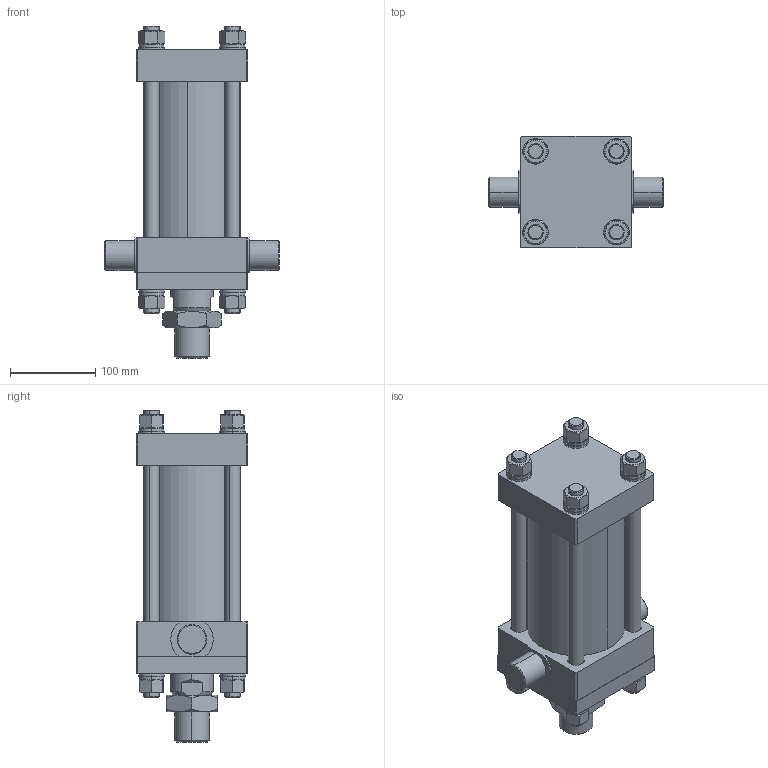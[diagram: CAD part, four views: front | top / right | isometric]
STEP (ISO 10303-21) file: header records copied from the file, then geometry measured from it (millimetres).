
FILE_DESCRIPTION (( 'STEP AP203' ), '1' );
FILE_NAME ('HOB-100-50-100-TA.STEP', '2021-04-27T07:43:15', ( '微软用户' ), ( '微软中国' ), 'SwSTEP 2.0', 'SolidWorks 2012', '' );
FILE_SCHEMA (( 'CONFIG_CONTROL_DESIGN' ));
Length unit declared in the file: millimetre
Products named in the file (11): HOB-100-50-100掛极; HOB-100-50-100綴裔; hex thin nuts grades ab gb_GB_FASTENER_NUT_STNABTT  B M39X3.0-N; plain washers-n series-grade a gb_GB_FASTENER_WASHER_PWNA 16; single coil lock washers light type gb_GB_FASTENER_WASHER_SSWL 18; hex nuts, style 1-grades ab gb_GB_FASTENER_NUT_SNAB1  B M18-N; HOB-100-50-100-TA前盖; HOB-100-50-100嶺裝; HOB-100-50-100楊擘; HOB-100-50-100活塞杆; HOB-100-50-100-TA
Assembly tree (34 placements, depth 2):
  HOB-100-50-100-TA
    HOB-100-50-100掛极
    HOB-100-50-100綴裔
    HOB-100-50-100-TA前盖
    HOB-100-50-100嶺裝  x4
    HOB-100-50-100楊擘
    HOB-100-50-100活塞杆
    hex thin nuts grades ab gb_GB_FASTENER_NUT_STNABTT  B M39X3.0-N
    plain washers-n series-grade a gb_GB_FASTENER_WASHER_PWNA 16  x8
    single coil lock washers light type gb_GB_FASTENER_WASHER_SSWL 18  x8
    hex nuts, style 1-grades ab gb_GB_FASTENER_NUT_SNAB1  B M18-N  x8
Bounding box: 205 x 131 x 390 mm (x, y, z)
Volume: 3368037.4 mm3; surface area: 533140.4 mm2
Topology: 34 solids, 34 shells, 482 faces, 1084 edges, 679 vertices
Faces by surface type: plane 181, cylinder 170, cone 119, torus 12
Entity records: 8704 total; most frequent: CARTESIAN_POINT 1592, DIRECTION 1216, ORIENTED_EDGE 1020, EDGE_CURVE 510, AXIS2_PLACEMENT_3D 490, VERTEX_POINT 319, EDGE_LOOP 269, VECTOR 236
